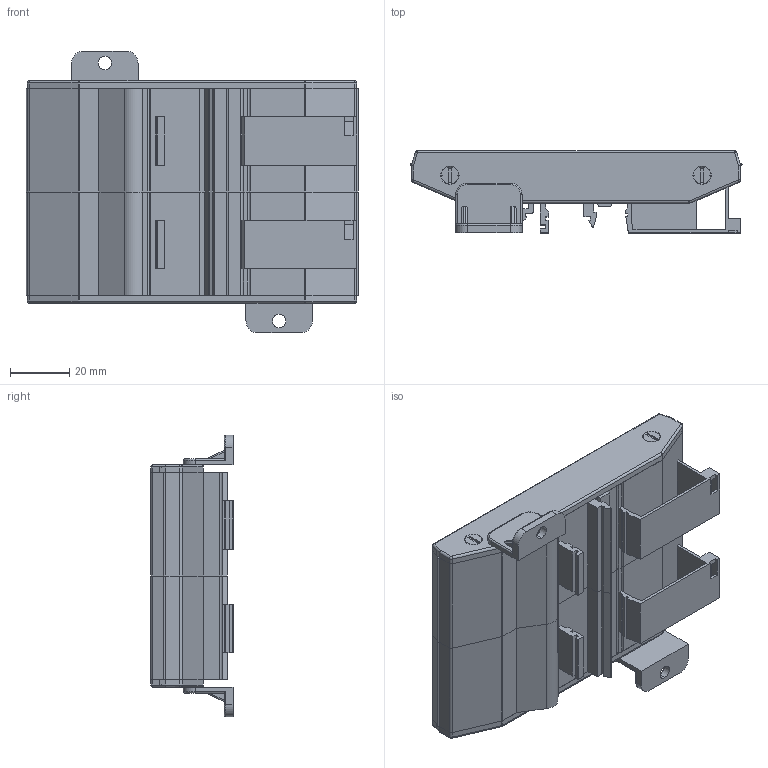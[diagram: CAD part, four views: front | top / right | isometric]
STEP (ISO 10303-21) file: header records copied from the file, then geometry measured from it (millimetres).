
FILE_DESCRIPTION (( 'STEP AP214' ), '1' );
FILE_NAME ('UH-070.STEP', '2022-01-18T11:09:13', ( '' ), ( '' ), 'SwSTEP 2.0', 'SolidWorks 2017', '' );
FILE_SCHEMA (( 'AUTOMOTIVE_DESIGN' ));
Length unit declared in the file: millimetre
Products named in the file (23): Pin 070; End Plate Screw; Pin 070 Solid; Foot Piece; High Bracket UBRH; UH-070; End Piece UH; Base PCB UEC 070
Assembly tree (15 placements, depth 2):
  Pin 070
  End Plate Screw
  Foot Piece
  Foot Piece
  High Bracket UBRH
Bounding box: 112.5 x 27.79 x 95.4 mm (x, y, z)
Volume: 66363.3 mm3; surface area: 84055 mm2
Topology: 15 solids, 15 shells, 940 faces, 2452 edges, 1580 vertices
Faces by surface type: plane 504, cylinder 348, torus 56, cone 32
Entity records: 14841 total; most frequent: CARTESIAN_POINT 2551, DIRECTION 2548, ORIENTED_EDGE 2416, EDGE_CURVE 1208, AXIS2_PLACEMENT_3D 879, LINE 790, VECTOR 790, VERTEX_POINT 778
